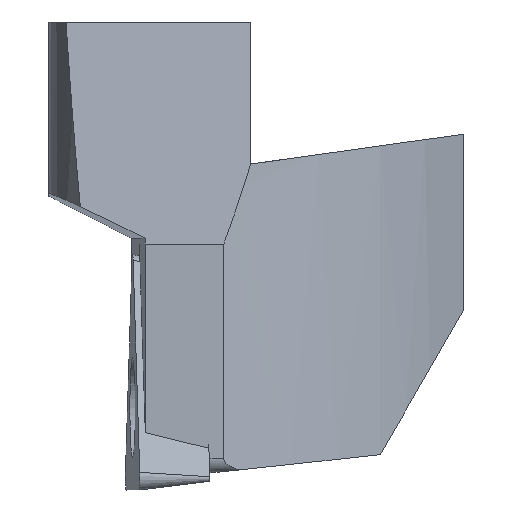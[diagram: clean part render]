
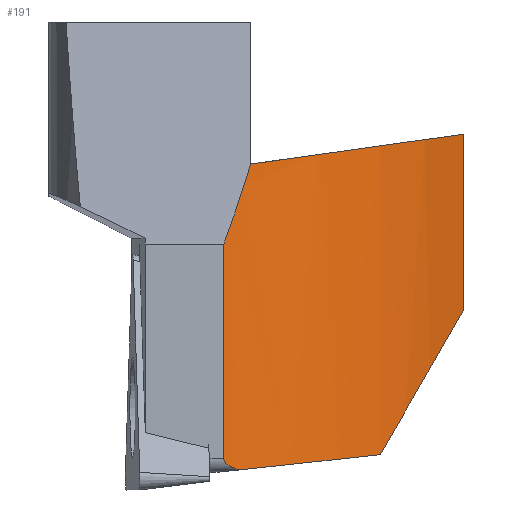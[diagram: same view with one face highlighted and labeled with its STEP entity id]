
A CAD part, left-side view. The second image highlights one B-rep face of the part: STEP entity #191.
In plain terms, the highlighted cylindrical face has radius 16.546 mm (diameter 33.092 mm), a partial arc.
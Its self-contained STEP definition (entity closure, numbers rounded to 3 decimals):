
#191=ADVANCED_FACE('',(#275),#259,.T.);
#259=CYLINDRICAL_SURFACE('',#1473,16.546);
#275=FACE_OUTER_BOUND('',#335,.T.);
#335=EDGE_LOOP('',(#728,#729,#730,#731,#732,#733,#734));
#417=LINE('',#1962,#530);
#439=LINE('',#2025,#552);
#530=VECTOR('',#1589,1.);
#552=VECTOR('',#1635,1.);
#644=B_SPLINE_CURVE_WITH_KNOTS('',3,(#1941,#1942,#1943,#1944,#1945,#1946,
#1947,#1948,#1949,#1950,#1951,#1952,#1953,#1954,#1955,#1956),
 .UNSPECIFIED.,.F.,.F.,(4,3,3,3,3,4),(0.,0.082,0.186,
0.37,0.929,1.),.UNSPECIFIED.);
#678=ELLIPSE('',#1462,135.767,16.546);
#682=ELLIPSE('',#1468,16.637,16.546);
#684=ELLIPSE('',#1471,33.092,16.546);
#685=ELLIPSE('',#1472,16.708,16.546);
#728=ORIENTED_EDGE('',*,*,#1209,.F.);
#729=ORIENTED_EDGE('',*,*,#1214,.F.);
#730=ORIENTED_EDGE('',*,*,#1215,.F.);
#731=ORIENTED_EDGE('',*,*,#1216,.F.);
#732=ORIENTED_EDGE('',*,*,#1196,.T.);
#733=ORIENTED_EDGE('',*,*,#1185,.T.);
#734=ORIENTED_EDGE('',*,*,#1182,.T.);
#1057=VERTEX_POINT('',#1940);
#1058=VERTEX_POINT('',#1957);
#1060=VERTEX_POINT('',#1963);
#1070=VERTEX_POINT('',#1989);
#1080=VERTEX_POINT('',#2013);
#1084=VERTEX_POINT('',#2024);
#1085=VERTEX_POINT('',#2026);
#1182=EDGE_CURVE('',#1058,#1057,#644,.T.);
#1185=EDGE_CURVE('',#1060,#1058,#417,.T.);
#1196=EDGE_CURVE('',#1070,#1060,#678,.T.);
#1209=EDGE_CURVE('',#1080,#1057,#682,.T.);
#1214=EDGE_CURVE('',#1084,#1080,#684,.T.);
#1215=EDGE_CURVE('',#1085,#1084,#439,.T.);
#1216=EDGE_CURVE('',#1070,#1085,#685,.T.);
#1462=AXIS2_PLACEMENT_3D('',#1988,#1603,#1604);
#1468=AXIS2_PLACEMENT_3D('',#2015,#1624,#1625);
#1471=AXIS2_PLACEMENT_3D('',#2023,#1633,#1634);
#1472=AXIS2_PLACEMENT_3D('',#2027,#1636,#1637);
#1473=AXIS2_PLACEMENT_3D('',#2028,#1638,#1639);
#1589=DIRECTION('',(0.,0.,-1.));
#1603=DIRECTION('',(0.991,0.054,-0.122));
#1604=DIRECTION('',(-0.122,-0.007,-0.993));
#1624=DIRECTION('',(0.006,-0.104,-0.995));
#1625=DIRECTION('',(-0.054,0.993,-0.105));
#1633=DIRECTION('',(0.003,-0.866,-0.5));
#1634=DIRECTION('',(-0.002,0.5,-0.866));
#1635=DIRECTION('',(0.,0.,-1.));
#1636=DIRECTION('',(0.,0.139,0.99));
#1637=DIRECTION('',(0.,0.99,-0.139));
#1638=DIRECTION('',(0.,0.,-1.));
#1639=DIRECTION('',(-1.,0.,0.));
#1940=CARTESIAN_POINT('',(-12.766,-3.143,-10.322));
#1941=CARTESIAN_POINT('',(-12.983,-2.61,-9.932));
#1942=CARTESIAN_POINT('',(-12.983,-2.61,-9.952));
#1943=CARTESIAN_POINT('',(-12.981,-2.614,-9.972));
#1944=CARTESIAN_POINT('',(-12.979,-2.621,-9.991));
#1945=CARTESIAN_POINT('',(-12.975,-2.629,-10.015));
#1946=CARTESIAN_POINT('',(-12.97,-2.642,-10.037));
#1947=CARTESIAN_POINT('',(-12.964,-2.657,-10.056));
#1948=CARTESIAN_POINT('',(-12.954,-2.684,-10.091));
#1949=CARTESIAN_POINT('',(-12.941,-2.717,-10.12));
#1950=CARTESIAN_POINT('',(-12.927,-2.752,-10.145));
#1951=CARTESIAN_POINT('',(-12.886,-2.857,-10.221));
#1952=CARTESIAN_POINT('',(-12.837,-2.977,-10.269));
#1953=CARTESIAN_POINT('',(-12.786,-3.097,-10.308));
#1954=CARTESIAN_POINT('',(-12.78,-3.112,-10.313));
#1955=CARTESIAN_POINT('',(-12.773,-3.127,-10.317));
#1956=CARTESIAN_POINT('',(-12.766,-3.143,-10.322));
#1957=CARTESIAN_POINT('',(-12.983,-2.61,-9.932));
#1962=CARTESIAN_POINT('',(-12.983,-2.61,17.068));
#1963=CARTESIAN_POINT('',(-12.983,-2.61,-2.698));
#1988=CARTESIAN_POINT('',(2.454,3.346,125.456));
#1989=CARTESIAN_POINT('',(-12.602,-3.516,0.002));
#2013=CARTESIAN_POINT('',(-9.683,-7.9,-9.805));
#2015=CARTESIAN_POINT('',(2.454,3.346,-10.917));
#2023=CARTESIAN_POINT('',(2.454,3.346,-29.215));
#2024=CARTESIAN_POINT('',(-6.291,-10.7,-4.936));
#2025=CARTESIAN_POINT('',(-6.291,-10.7,17.068));
#2026=CARTESIAN_POINT('',(-6.291,-10.7,1.012));
#2027=CARTESIAN_POINT('',(2.454,3.346,-0.962));
#2028=CARTESIAN_POINT('',(2.454,3.346,17.068));
